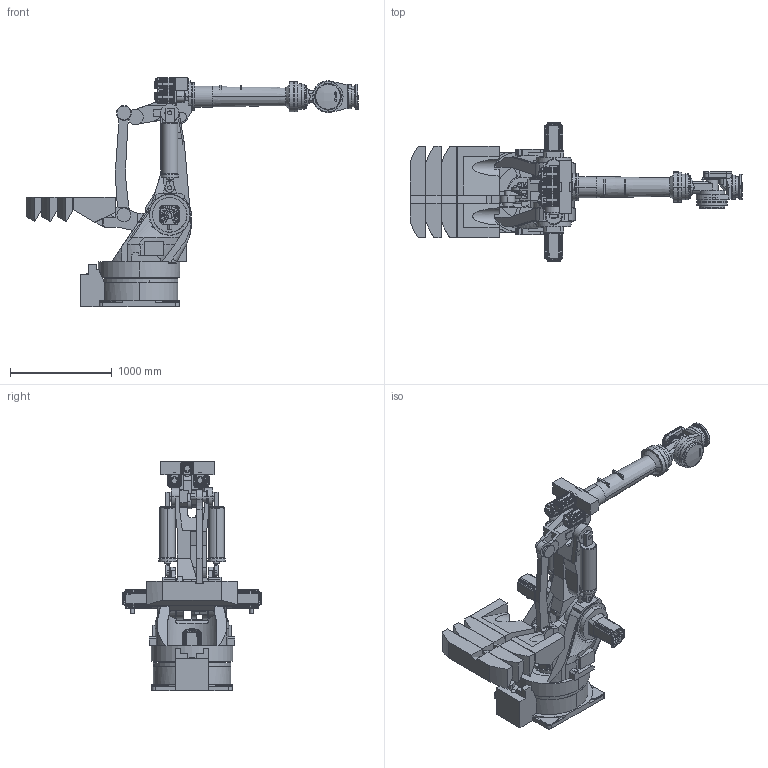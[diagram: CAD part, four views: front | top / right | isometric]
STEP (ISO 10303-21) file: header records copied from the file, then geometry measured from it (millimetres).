
FILE_DESCRIPTION (( 'STEP AP214' ), '1' );
FILE_NAME ('HX600.STEP', '2020-08-09T23:56:42', ( 'fulluser' ), ( '' ), 'SwSTEP 2.0', 'SolidWorks 2017', '' );
FILE_SCHEMA (( 'AUTOMOTIVE_DESIGN' ));
Length unit declared in the file: millimetre
Products named in the file (43): BS JOINT; SHAFT(L); CENTER SHAFT; LINK ASSY_晦獄 撲薑; SHAFT(R); BS ROD; MOTOR; [HX600] Mechanical Interface_00; LARM ASSY_晦獄 撲薑; ARM FRAME; HX600; MOTOR(2); BASE ASSY_晦獄 撲薑; HINGE_晦獄 撲薑; LOWER FRAME_晦獄 撲薑; REDUCER; REDUCER(3); MOTOR BASE; BS SHAFT; B REDUCER COVER; REDUCER(4); BEARING CASE_晦獄 撲薑; BASE BODY_晦獄 撲薑; WRIST BODY; BALANCE WEIGHT-C_晦獄 撲薑; ARM PIPE; BS ROD ASSY_晦獄 撲薑; BEARING REBOUND(TOP); BS TUBE ASSY_晦獄 撲薑; REDUCER(2); V LINK_晦獄 撲薑; HINGE ASSY_晦獄 撲薑; WRIST HOLDER; C WEIGHT_晦獄 撲薑; V LINK SHAFT_晦獄 撲薑; BS TUBE; UPPER FRMAE_晦獄 撲薑; ARM ASSY; SG COVER; V LINK SHAFT(2)_晦獄 撲薑 ...
Assembly tree (52 placements, depth 3):
  HX600
    BASE ASSY_晦獄 撲薑
      BASE BODY_晦獄 撲薑
      BEARING CASE_晦獄 撲薑
      BEARING REBOUND(TOP)
    FRAME ASSY_晦獄 撲薑
      LOWER FRAME_晦獄 撲薑
      BS SHAFT  x2
      MOTOR  x3
      REDUCER  x2
      MOTOR BASE  x2
    LARM ASSY_晦獄 撲薑
      UPPER FRMAE_晦獄 撲薑
      SHAFT(L)
      SHAFT(R)
      CENTER SHAFT
    HINGE ASSY_晦獄 撲薑
      HINGE_晦獄 撲薑
      C WEIGHT_晦獄 撲薑
      BALANCE WEIGHT-B_晦獄 撲薑  x2
      BALANCE WEIGHT-C_晦獄 撲薑
    LINK ASSY_晦獄 撲薑
      V LINK SHAFT_晦獄 撲薑
      V LINK_晦獄 撲薑
      V LINK SHAFT(2)_晦獄 撲薑
    BS TUBE ASSY_晦獄 撲薑  x2
      BS TUBE
    BS ROD ASSY_晦獄 撲薑  x2
      BS ROD
      BS JOINT
    ARM ASSY
      ARM FRAME
      MOTOR(2)  x3
      ARM PIPE
      REDUCER(2)
    WRIST ASSY
      WRIST BODY
      REDUCER(3)
      B REDUCER COVER
      WRIST HOLDER
      REDUCER(4)
      SG COVER
    [HX600] Mechanical Interface_00
Bounding box: 3256.72 x 1367.5 x 2248.69 mm (x, y, z)
Volume: 699995074.5 mm3; surface area: 23792528.1 mm2
Topology: 49 solids, 51 shells, 6255 faces, 15834 edges, 9871 vertices
Faces by surface type: plane 2736, cylinder 2294, bspline 1004, cone 221
Entity records: 154412 total; most frequent: CARTESIAN_POINT 49075, ORIENTED_EDGE 15415, DIRECTION 14388, EDGE_CURVE 7723, VERTEX_POINT 4947, AXIS2_PLACEMENT_3D 4940, LINE 4508, VECTOR 4508
